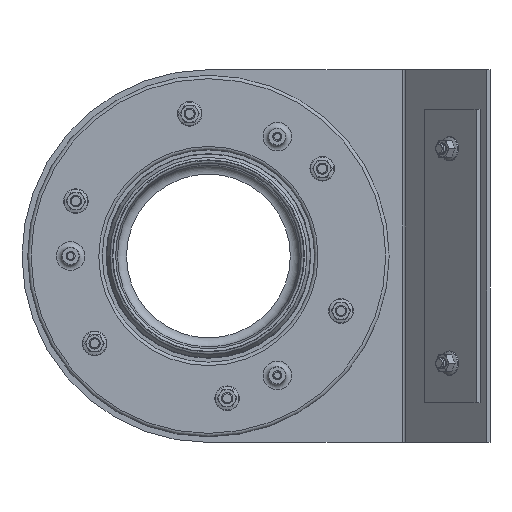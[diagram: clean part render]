
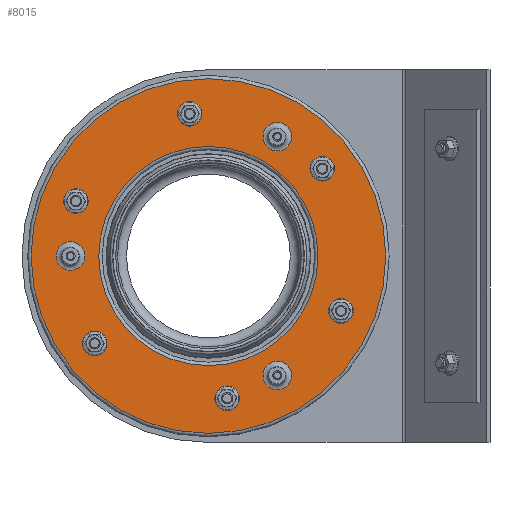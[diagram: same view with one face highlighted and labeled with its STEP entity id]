
A CAD part, top view. The second image highlights one B-rep face of the part: STEP entity #8015.
In plain terms, the highlighted planar face has unit normal (0, 0, 1).
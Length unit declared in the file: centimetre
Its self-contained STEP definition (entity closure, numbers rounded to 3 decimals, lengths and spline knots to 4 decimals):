
#597=FACE_BOUND('',#1666,.T.);
#598=FACE_BOUND('',#1667,.T.);
#599=FACE_BOUND('',#1668,.T.);
#600=FACE_BOUND('',#1669,.T.);
#601=FACE_BOUND('',#1670,.T.);
#602=FACE_BOUND('',#1671,.T.);
#603=FACE_BOUND('',#1672,.T.);
#604=FACE_BOUND('',#1673,.T.);
#605=FACE_BOUND('',#1674,.T.);
#606=FACE_BOUND('',#1675,.T.);
#717=PLANE('',#8870);
#1082=FACE_OUTER_BOUND('',#1665,.T.);
#1665=EDGE_LOOP('',(#6424));
#1666=EDGE_LOOP('',(#6425));
#1667=EDGE_LOOP('',(#6426));
#1668=EDGE_LOOP('',(#6427));
#1669=EDGE_LOOP('',(#6428));
#1670=EDGE_LOOP('',(#6429));
#1671=EDGE_LOOP('',(#6430));
#1672=EDGE_LOOP('',(#6431));
#1673=EDGE_LOOP('',(#6432));
#1674=EDGE_LOOP('',(#6433));
#1675=EDGE_LOOP('',(#6434));
#3152=CIRCLE('',#8850,7.);
#3154=CIRCLE('',#8853,7.);
#3156=CIRCLE('',#8856,7.);
#3158=CIRCLE('',#8859,7.);
#3160=CIRCLE('',#8862,7.);
#3162=CIRCLE('',#8865,7.);
#3163=CIRCLE('',#8867,12.6579);
#3166=CIRCLE('',#8871,157.);
#3167=CIRCLE('',#8872,12.6579);
#3168=CIRCLE('',#8873,97.);
#3169=CIRCLE('',#8874,12.6579);
#3777=VERTEX_POINT('',#13519);
#3779=VERTEX_POINT('',#13525);
#3781=VERTEX_POINT('',#13531);
#3783=VERTEX_POINT('',#13537);
#3785=VERTEX_POINT('',#13543);
#3787=VERTEX_POINT('',#13549);
#3788=VERTEX_POINT('',#13553);
#3790=VERTEX_POINT('',#13559);
#3791=VERTEX_POINT('',#13561);
#3792=VERTEX_POINT('',#13563);
#3793=VERTEX_POINT('',#13565);
#4696=EDGE_CURVE('',#3777,#3777,#3152,.T.);
#4699=EDGE_CURVE('',#3779,#3779,#3154,.T.);
#4702=EDGE_CURVE('',#3781,#3781,#3156,.T.);
#4705=EDGE_CURVE('',#3783,#3783,#3158,.T.);
#4708=EDGE_CURVE('',#3785,#3785,#3160,.T.);
#4711=EDGE_CURVE('',#3787,#3787,#3162,.T.);
#4712=EDGE_CURVE('',#3788,#3788,#3163,.T.);
#4715=EDGE_CURVE('',#3790,#3790,#3166,.T.);
#4716=EDGE_CURVE('',#3791,#3791,#3167,.T.);
#4717=EDGE_CURVE('',#3792,#3792,#3168,.T.);
#4718=EDGE_CURVE('',#3793,#3793,#3169,.T.);
#6424=ORIENTED_EDGE('',*,*,#4715,.F.);
#6425=ORIENTED_EDGE('',*,*,#4696,.T.);
#6426=ORIENTED_EDGE('',*,*,#4699,.T.);
#6427=ORIENTED_EDGE('',*,*,#4702,.T.);
#6428=ORIENTED_EDGE('',*,*,#4705,.T.);
#6429=ORIENTED_EDGE('',*,*,#4708,.T.);
#6430=ORIENTED_EDGE('',*,*,#4711,.T.);
#6431=ORIENTED_EDGE('',*,*,#4716,.F.);
#6432=ORIENTED_EDGE('',*,*,#4717,.T.);
#6433=ORIENTED_EDGE('',*,*,#4718,.F.);
#6434=ORIENTED_EDGE('',*,*,#4712,.F.);
#8015=ADVANCED_FACE('',(#1082,#597,#598,#599,#600,#601,#602,#603,#604,#605,
#606),#717,.T.);
#8850=AXIS2_PLACEMENT_3D('',#13521,#10773,#10774);
#8853=AXIS2_PLACEMENT_3D('',#13527,#10780,#10781);
#8856=AXIS2_PLACEMENT_3D('',#13533,#10787,#10788);
#8859=AXIS2_PLACEMENT_3D('',#13539,#10794,#10795);
#8862=AXIS2_PLACEMENT_3D('',#13545,#10801,#10802);
#8865=AXIS2_PLACEMENT_3D('',#13551,#10808,#10809);
#8867=AXIS2_PLACEMENT_3D('',#13554,#10812,#10813);
#8870=AXIS2_PLACEMENT_3D('',#13558,#10818,#10819);
#8871=AXIS2_PLACEMENT_3D('',#13560,#10820,#10821);
#8872=AXIS2_PLACEMENT_3D('',#13562,#10822,#10823);
#8873=AXIS2_PLACEMENT_3D('',#13564,#10824,#10825);
#8874=AXIS2_PLACEMENT_3D('',#13566,#10826,#10827);
#10773=DIRECTION('center_axis',(0.,0.,
-1.));
#10774=DIRECTION('ref_axis',(-0.866,0.5,0.));
#10780=DIRECTION('center_axis',(0.,0.,
-1.));
#10781=DIRECTION('ref_axis',(0.866,0.5,0.));
#10787=DIRECTION('center_axis',(0.,0.,
-1.));
#10788=DIRECTION('ref_axis',(0.866,-0.5,0.));
#10794=DIRECTION('center_axis',(0.,0.,
-1.));
#10795=DIRECTION('ref_axis',(0.,1.,0.));
#10801=DIRECTION('center_axis',(0.,0.,
-1.));
#10802=DIRECTION('ref_axis',(-0.866,-0.5,0.));
#10808=DIRECTION('center_axis',(0.,0.,
-1.));
#10809=DIRECTION('ref_axis',(0.,-1.,0.));
#10812=DIRECTION('center_axis',(0.,0.,
1.));
#10813=DIRECTION('ref_axis',(0.5,0.866,0.));
#10818=DIRECTION('center_axis',(0.,0.,
1.));
#10819=DIRECTION('ref_axis',(0.,1.,0.));
#10820=DIRECTION('center_axis',(0.,0.,
-1.));
#10821=DIRECTION('ref_axis',(1.,0.,0.));
#10822=DIRECTION('center_axis',(0.,0.,
1.));
#10823=DIRECTION('ref_axis',(0.5,-0.866,0.));
#10824=DIRECTION('center_axis',(0.,0.,
-1.));
#10825=DIRECTION('ref_axis',(1.,0.,0.));
#10826=DIRECTION('center_axis',(0.,0.,
1.));
#10827=DIRECTION('ref_axis',(-1.,0.,0.));
#13519=CARTESIAN_POINT('',(-124.2349,202.6557,57.5517));
#13521=CARTESIAN_POINT('Origin',(-130.2971,206.1557,57.5517));
#13525=CARTESIAN_POINT('',(-2.4498,28.1414,57.5517));
#13527=CARTESIAN_POINT('Origin',(3.6124,31.6414,57.5517));
#13531=CARTESIAN_POINT('',(-103.2056,-42.1713,57.5517));
#13533=CARTESIAN_POINT('Origin',(-97.1435,-45.6713,57.5517));
#13537=CARTESIAN_POINT('',(-12.9644,150.5549,57.5517));
#13539=CARTESIAN_POINT('Origin',(-12.9644,157.5549,57.5517));
#13543=CARTESIAN_POINT('',(-224.9908,132.343,57.5517));
#13545=CARTESIAN_POINT('Origin',(-231.053,128.843,57.5517));
#13549=CARTESIAN_POINT('',(-214.4762,9.9295,57.5517));
#13551=CARTESIAN_POINT('Origin',(-214.4762,2.9295,57.5517));
#13553=CARTESIAN_POINT('',(-40.0624,185.8973,57.5517));
#13554=CARTESIAN_POINT('Origin',(-52.7203,185.8973,57.5517));
#13558=CARTESIAN_POINT('Origin',(13.2797,80.2422,57.5517));
#13559=CARTESIAN_POINT('',(-113.7203,237.2422,57.5517));
#13560=CARTESIAN_POINT('Origin',(-113.7203,80.2422,57.5517));
#13561=CARTESIAN_POINT('',(-40.0624,-25.4129,57.5517));
#13562=CARTESIAN_POINT('Origin',(-52.7203,-25.4129,57.5517));
#13563=CARTESIAN_POINT('',(-113.7203,177.2422,57.5517));
#13564=CARTESIAN_POINT('Origin',(-113.7203,80.2422,57.5517));
#13565=CARTESIAN_POINT('',(-223.0624,80.2422,57.5517));
#13566=CARTESIAN_POINT('Origin',(-235.7203,80.2422,57.5517));
